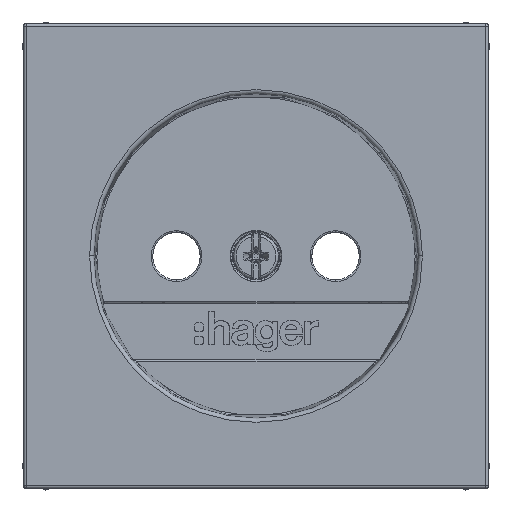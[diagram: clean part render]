
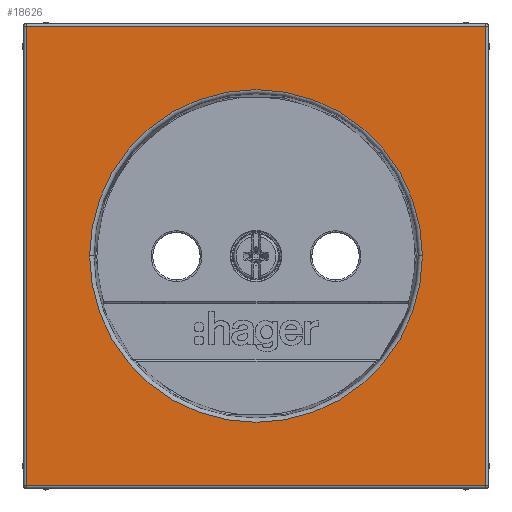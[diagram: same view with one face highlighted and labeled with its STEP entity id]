
A CAD part, top view. The second image highlights one B-rep face of the part: STEP entity #18626.
In plain terms, the highlighted face is planar.
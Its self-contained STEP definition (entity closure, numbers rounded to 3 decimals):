
#4504=CARTESIAN_POINT('',(0.,6.2,0.));
#4505=DIRECTION('',(0.,-1.,0.));
#4506=DIRECTION('',(-1.,0.,0.));
#4507=AXIS2_PLACEMENT_3D('',#4504,#4505,#4506);
#4509=CARTESIAN_POINT('',(0.,6.2,0.));
#4510=DIRECTION('',(0.,-1.,0.));
#4511=DIRECTION('',(1.,0.,0.));
#4512=AXIS2_PLACEMENT_3D('',#4509,#4510,#4511);
#4514=DIRECTION('',(1.,0.,0.));
#4515=VECTOR('',#4514,54.881);
#4516=CARTESIAN_POINT('',(-27.44,6.2,27.44));
#4517=LINE('20867',#4516,#4515);
#4518=DIRECTION('',(0.,0.,1.));
#4519=VECTOR('',#4518,54.881);
#4520=CARTESIAN_POINT('',(-27.44,6.2,-27.44));
#4521=LINE('20871',#4520,#4519);
#4522=DIRECTION('',(-1.,0.,0.));
#4523=VECTOR('',#4522,54.881);
#4524=CARTESIAN_POINT('',(27.44,6.2,-27.44));
#4525=LINE('20877',#4524,#4523);
#4526=DIRECTION('',(0.,0.,-1.));
#4527=VECTOR('',#4526,54.881);
#4528=CARTESIAN_POINT('',(27.44,6.2,27.44));
#4529=LINE('20882',#4528,#4527);
#16501=CARTESIAN_POINT('',(-27.44,6.2,27.44));
#16502=CARTESIAN_POINT('',(27.44,6.2,27.44));
#16503=VERTEX_POINT('',#16501);
#16504=VERTEX_POINT('',#16502);
#16511=CARTESIAN_POINT('',(-27.44,6.2,-27.44));
#16512=VERTEX_POINT('',#16511);
#16523=CARTESIAN_POINT('',(27.44,6.2,-27.44));
#16524=VERTEX_POINT('',#16523);
#16709=CARTESIAN_POINT('',(-19.874,6.2,0.));
#16710=CARTESIAN_POINT('',(19.874,6.2,0.));
#16711=VERTEX_POINT('',#16709);
#16712=VERTEX_POINT('',#16710);
#18605=CARTESIAN_POINT('',(0.,6.2,0.));
#18606=DIRECTION('',(0.,1.,0.));
#18607=DIRECTION('',(0.,0.,-1.));
#18608=AXIS2_PLACEMENT_3D('',#18605,#18606,#18607);
#18609=PLANE('12759',#18608);
#18611=ORIENTED_EDGE('20867',*,*,#18610,.F.);
#18613=ORIENTED_EDGE('20871',*,*,#18612,.F.);
#18615=ORIENTED_EDGE('20877',*,*,#18614,.F.);
#18617=ORIENTED_EDGE('20882',*,*,#18616,.F.);
#18618=EDGE_LOOP('12759',(#18611,#18613,#18615,#18617));
#18619=FACE_OUTER_BOUND('12759',#18618,.F.);
#18621=ORIENTED_EDGE('27372',*,*,#18620,.F.);
#18623=ORIENTED_EDGE('27374',*,*,#18622,.F.);
#18624=EDGE_LOOP('12759',(#18621,#18623));
#18625=FACE_BOUND('12759',#18624,.F.);
#4508=CIRCLE('27372',#4507,19.874);
#4513=CIRCLE('27374',#4512,19.874);
#18610=EDGE_CURVE('20867',#16503,#16504,#4517,.T.);
#18612=EDGE_CURVE('20871',#16512,#16503,#4521,.T.);
#18614=EDGE_CURVE('20877',#16524,#16512,#4525,.T.);
#18616=EDGE_CURVE('20882',#16504,#16524,#4529,.T.);
#18620=EDGE_CURVE('27372',#16711,#16712,#4508,.T.);
#18622=EDGE_CURVE('27374',#16712,#16711,#4513,.T.);
#18626=ADVANCED_FACE('12759',(#18619,#18625),#18609,.T.);
